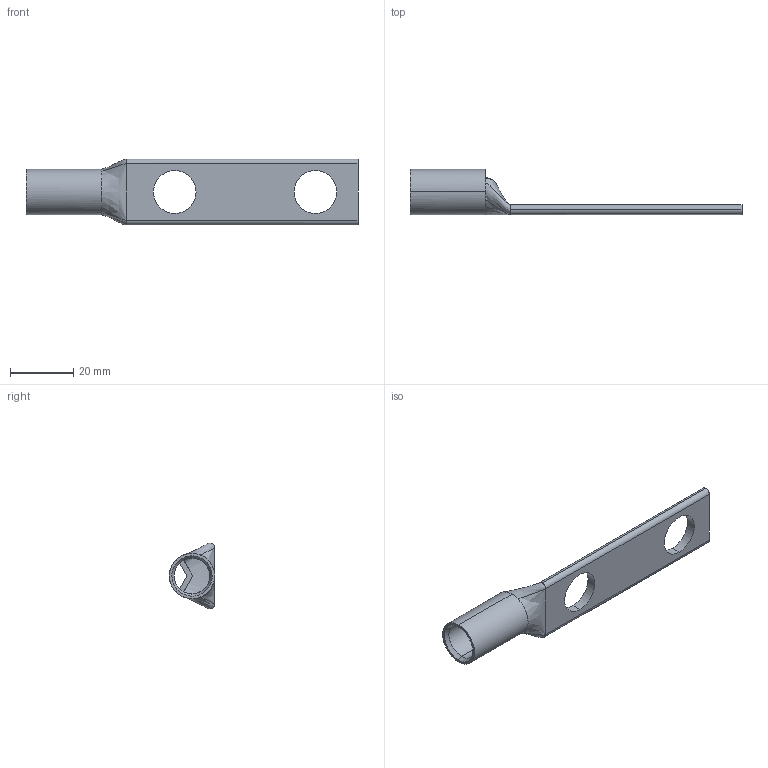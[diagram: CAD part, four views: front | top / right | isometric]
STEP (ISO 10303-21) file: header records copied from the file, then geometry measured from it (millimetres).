
FILE_DESCRIPTION (( 'STEP AP203' ), '1' );
FILE_NAME ('BLU-2_0D-1.step', '2024-09-09T18:01:30', ( '' ), ( '' ), 'SwSTEP 2.0', 'SolidWorks 2023', '' );
FILE_SCHEMA (( 'CONFIG_CONTROL_DESIGN' ));
Length unit declared in the file: inch
Products named in the file (1): BLU-2_0D-1
Bounding box: 104.9 x 14.3 x 20.83 mm (x, y, z)
Volume: 5523 mm3; surface area: 5789.6 mm2
Topology: 1 solids, 1 shells, 40 faces, 103 edges, 64 vertices
Faces by surface type: bspline 14, cylinder 13, plane 11, cone 2
Entity records: 2097 total; most frequent: CARTESIAN_POINT 1169, ORIENTED_EDGE 206, DIRECTION 126, EDGE_CURVE 103, VERTEX_POINT 64, B_SPLINE_CURVE_WITH_KNOTS 51, AXIS2_PLACEMENT_3D 47, EDGE_LOOP 45
